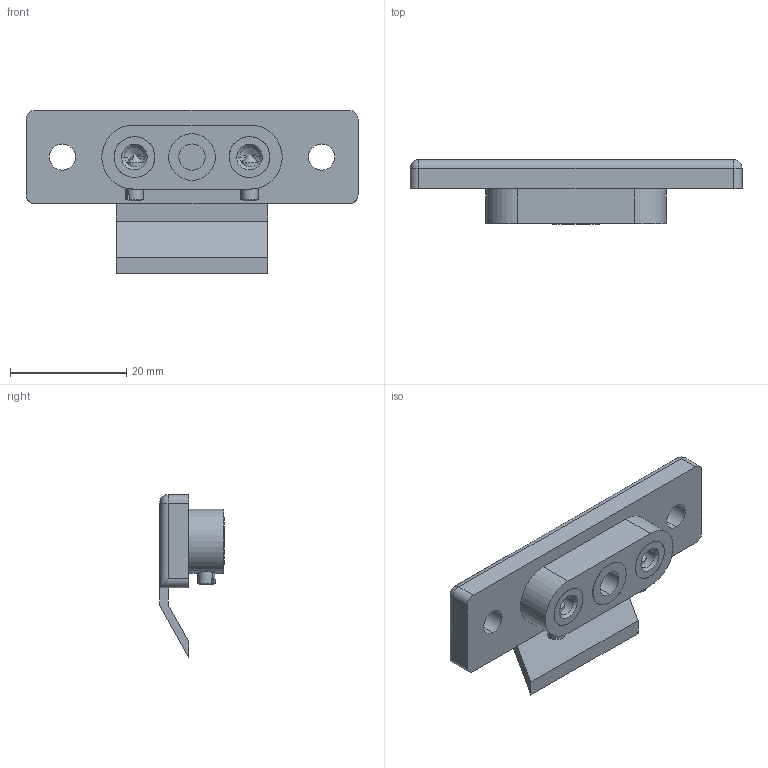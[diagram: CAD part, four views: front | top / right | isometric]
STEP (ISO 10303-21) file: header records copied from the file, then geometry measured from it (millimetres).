
FILE_DESCRIPTION (( 'STEP AP214' ), '1' );
FILE_NAME ('ABK-404 - ìàìà.STEP', '2021-07-01T19:39:55', ( 'Elessar' ), ( '' ), 'SwSTEP 2.0', 'SolidWorks 2018', '' );
FILE_SCHEMA (( 'AUTOMOTIVE_DESIGN' ));
Length unit declared in the file: millimetre
Products named in the file (4): slotted set screw cone point_din_DIN EN 27434 - M3 x 8-N; 扻豵鵨 憵憵; Êîíòàêò ìàìà; ABK-404 - 憵憵
Assembly tree (5 placements, depth 2):
  ABK-404 - 憵憵
    扻豵鵨 憵憵
    Êîíòàêò ìàìà  x2
    slotted set screw cone point_din_DIN EN 27434 - M3 x 8-N  x2
Bounding box: 57 x 11.1 x 28 mm (x, y, z)
Volume: 6410.8 mm3; surface area: 5143 mm2
Topology: 5 solids, 5 shells, 106 faces, 263 edges, 162 vertices
Faces by surface type: cylinder 49, plane 35, cone 20, sphere 2
Entity records: 2809 total; most frequent: CARTESIAN_POINT 675, DIRECTION 429, ORIENTED_EDGE 394, EDGE_CURVE 197, AXIS2_PLACEMENT_3D 166, VERTEX_POINT 126, EDGE_LOOP 97, LINE 97
